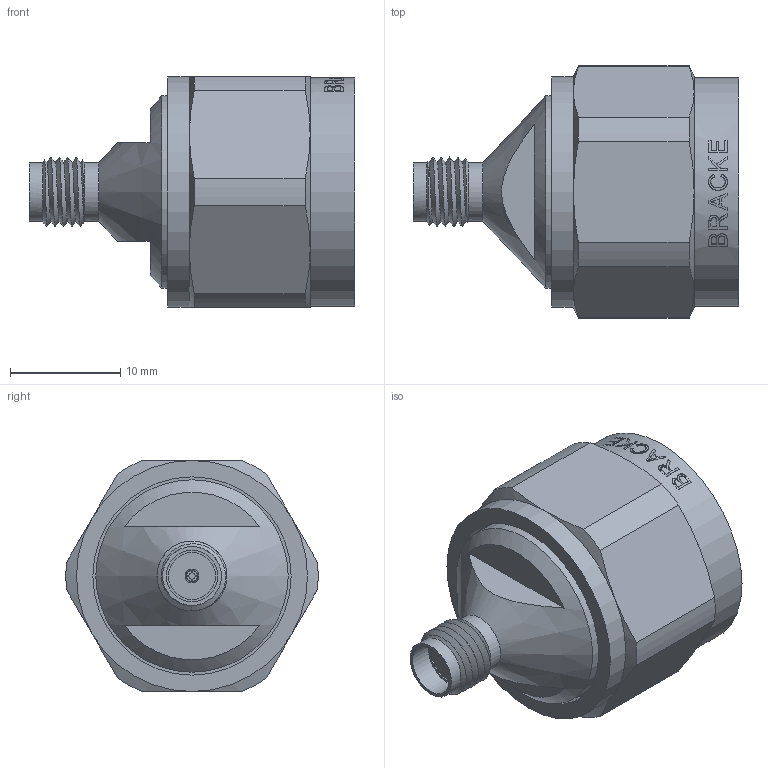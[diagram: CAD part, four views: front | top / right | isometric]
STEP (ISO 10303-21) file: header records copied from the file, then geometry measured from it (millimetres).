
FILE_DESCRIPTION(/* description */ (''),/* implementation_level */ '2;1');
FILE_NAME(/* name */ 'BM50026.step',/* time_stamp */ '2023-11-17T10:07:40-08:00',/* author */ (''),/* organization */ (''),/* preprocessor_version */ 'ST-DEVELOPER v20',/* originating_system */ 'Autodesk Translation Framework v12.14.0.127',/* authorisation */ '');
FILE_SCHEMA (('AUTOMOTIVE_DESIGN { 1 0 10303 214 3 1 1 }'));
Length unit declared in the file: inch
Products named in the file (1): (Unsaved)
Bounding box: 29.59 x 22.9 x 20.98 mm (x, y, z)
Volume: 5116.5 mm3; surface area: 4457.6 mm2
Topology: 10 solids, 10 shells, 349 faces, 925 edges, 606 vertices
Faces by surface type: plane 283, cylinder 35, cone 29, bspline 2
Full cylindrical faces by diameter (mm): 0.598 x1, 1.27 x4, 4.252 x1, 4.699 x1, 5.334 x2, 6.91 x1, 8.026 x1, 16.154 x4, 17.475 x1, 18.004 x1, 20.777 x1, 20.98 x1
Entity records: 12115 total; most frequent: CARTESIAN_POINT 2995, DIRECTION 2111, ORIENTED_EDGE 1848, EDGE_CURVE 924, AXIS2_PLACEMENT_3D 885, VERTEX_POINT 606, ELLIPSE 388, EDGE_LOOP 372
